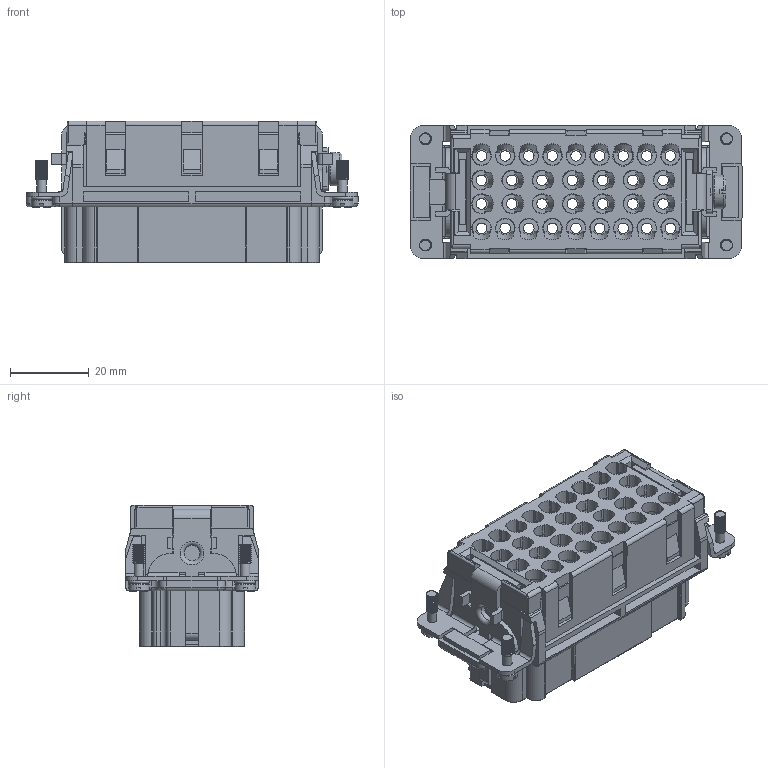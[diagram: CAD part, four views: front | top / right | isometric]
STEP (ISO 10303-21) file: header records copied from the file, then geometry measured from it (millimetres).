
FILE_DESCRIPTION(/* description */ (''),/* implementation_level */ '2;1');
FILE_NAME(/* name */ 'HEE-032-FC.stp',/* time_stamp */ '2023-02-09T00:30:34+08:00',/* author */ (''),/* organization */ (''),/* preprocessor_version */ 'ST-DEVELOPER v16',/* originating_system */ 'SIEMENS PLM Software NX 10.0',/* authorisation */ '');
FILE_SCHEMA (('AUTOMOTIVE_DESIGN { 1 0 10303 214 3 1 1 1 }'));
Products named in the file (1): Admi0A2C26ACrp7j
Bounding box: 84.4 x 33.8 x 36 mm (x, y, z)
Volume: 265 mm3; surface area: 49342.2 mm2
Topology: 12 solids, 13 shells, 1889 faces, 5175 edges, 3373 vertices
Faces by surface type: plane 1078, cylinder 591, cone 134, sphere 36, torus 30, bspline 20
Full cylindrical faces by diameter (mm): 1.5 x1, 1.6 x12, 1.8 x12, 2.4 x4, 2.5 x7, 2.65 x35, 3 x40, 4 x2, 4.8 x32, 5 x32, 5.3 x4, 6.4 x2, 8.5 x1
Entity records: 71613 total; most frequent: CARTESIAN_POINT 25467, ORIENTED_EDGE 9502, DIRECTION 9480, EDGE_CURVE 4751, AXIS2_PLACEMENT_3D 3269, VERTEX_POINT 3195, LINE 2942, VECTOR 2942
